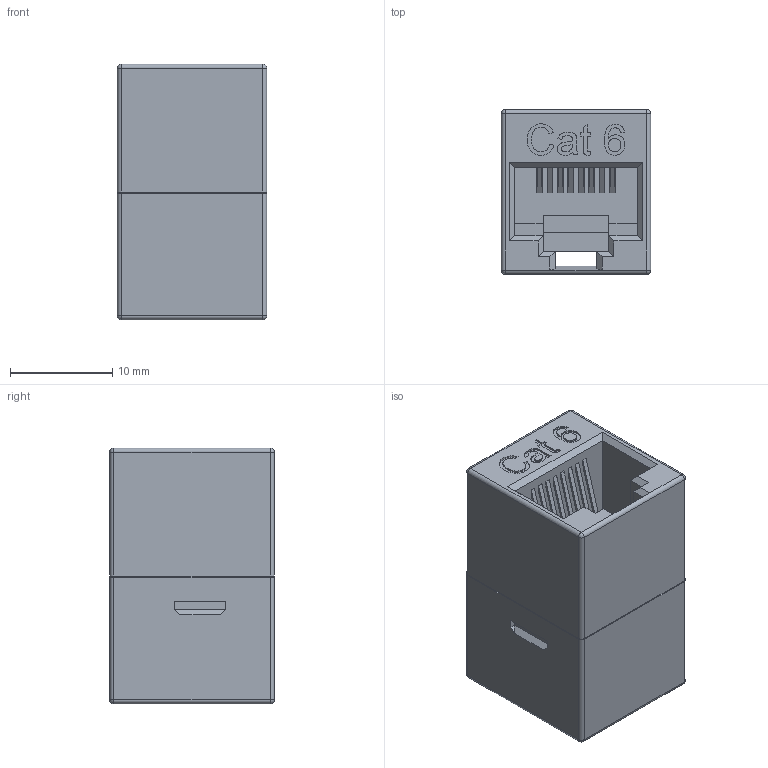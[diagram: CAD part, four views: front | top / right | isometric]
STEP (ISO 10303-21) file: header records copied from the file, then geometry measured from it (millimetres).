
FILE_DESCRIPTION (( 'STEP AP214' ), '1' );
FILE_NAME ('TDG1026KC6-MNL.STEP', '2018-05-01T18:54:42', ( '' ), ( '' ), 'SwSTEP 2.0', 'SolidWorks 2017', '' );
FILE_SCHEMA (( 'AUTOMOTIVE_DESIGN' ));
Length unit declared in the file: millimetre
Products named in the file (1): TDG1026KC6-MNL
Bounding box: 14.6 x 16.1 x 25 mm (x, y, z)
Volume: 3482.9 mm3; surface area: 3630.8 mm2
Topology: 1 solids, 1 shells, 363 faces, 1036 edges, 656 vertices
Faces by surface type: plane 243, bspline 92, cylinder 20, sphere 8
Entity records: 16060 total; most frequent: CARTESIAN_POINT 7192, ORIENTED_EDGE 2056, DIRECTION 1424, EDGE_CURVE 1028, LINE 800, VECTOR 800, VERTEX_POINT 656, EDGE_LOOP 402
